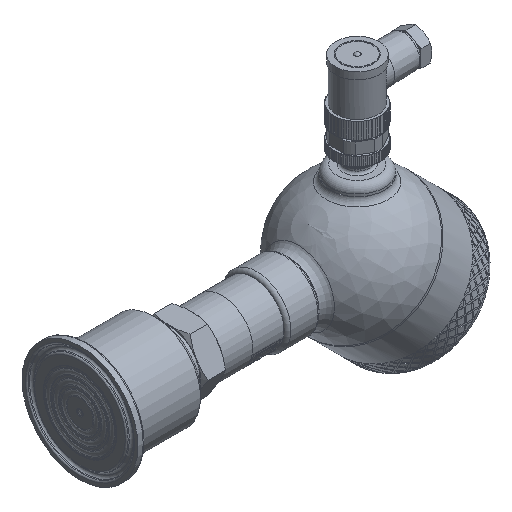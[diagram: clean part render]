
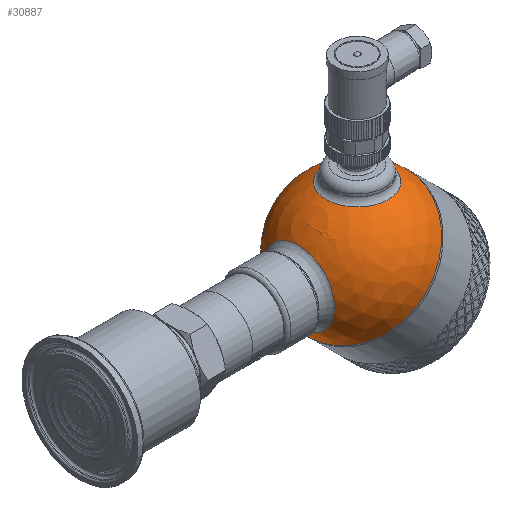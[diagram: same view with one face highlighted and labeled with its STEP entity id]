
A CAD part, isometric view. The second image highlights one B-rep face of the part: STEP entity #30887.
In plain terms, the highlighted spherical face has radius 30 mm.
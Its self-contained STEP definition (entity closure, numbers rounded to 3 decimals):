
#49=SPHERICAL_SURFACE('',#32322,30.);
#339=FACE_BOUND('',#5430,.T.);
#340=FACE_BOUND('',#5431,.T.);
#3308=FACE_OUTER_BOUND('',#5429,.T.);
#5429=EDGE_LOOP('',(#27082,#27083,#27084,#27085));
#5430=EDGE_LOOP('',(#27086));
#5431=EDGE_LOOP('',(#27087));
#6192=CIRCLE('',#32319,15.643);
#6195=CIRCLE('',#32323,30.);
#6196=CIRCLE('',#32324,30.);
#6197=CIRCLE('',#32325,30.);
#6198=CIRCLE('',#32326,13.5);
#14058=VERTEX_POINT('',#76840);
#14060=VERTEX_POINT('',#76846);
#14061=VERTEX_POINT('',#76847);
#14062=VERTEX_POINT('',#76849);
#14063=VERTEX_POINT('',#76852);
#18493=EDGE_CURVE('',#14058,#14058,#6192,.T.);
#18496=EDGE_CURVE('',#14060,#14061,#6195,.T.);
#18497=EDGE_CURVE('',#14060,#14062,#6196,.T.);
#18498=EDGE_CURVE('',#14061,#14060,#6197,.T.);
#18499=EDGE_CURVE('',#14063,#14063,#6198,.T.);
#27082=ORIENTED_EDGE('',*,*,#18496,.F.);
#27083=ORIENTED_EDGE('',*,*,#18497,.T.);
#27084=ORIENTED_EDGE('',*,*,#18497,.F.);
#27085=ORIENTED_EDGE('',*,*,#18498,.F.);
#27086=ORIENTED_EDGE('',*,*,#18493,.F.);
#27087=ORIENTED_EDGE('',*,*,#18499,.F.);
#30887=ADVANCED_FACE('',(#3308,#339,#340),#49,.T.);
#32319=AXIS2_PLACEMENT_3D('',#76841,#35927,#35928);
#32322=AXIS2_PLACEMENT_3D('',#76845,#35933,#35934);
#32323=AXIS2_PLACEMENT_3D('',#76848,#35935,#35936);
#32324=AXIS2_PLACEMENT_3D('',#76850,#35937,#35938);
#32325=AXIS2_PLACEMENT_3D('',#76851,#35939,#35940);
#32326=AXIS2_PLACEMENT_3D('',#76853,#35941,#35942);
#35927=DIRECTION('center_axis',(-0.707,0.,0.707));
#35928=DIRECTION('ref_axis',(0.707,0.,0.707));
#35933=DIRECTION('center_axis',(1.,0.,0.));
#35934=DIRECTION('ref_axis',(0.,-1.,0.));
#35935=DIRECTION('center_axis',(1.,0.,0.));
#35936=DIRECTION('ref_axis',(0.,1.,0.));
#35937=DIRECTION('center_axis',(0.,0.,1.));
#35938=DIRECTION('ref_axis',(0.,1.,0.));
#35939=DIRECTION('center_axis',(1.,0.,0.));
#35940=DIRECTION('ref_axis',(0.,1.,0.));
#35941=DIRECTION('center_axis',(-0.707,0.,-0.707));
#35942=DIRECTION('ref_axis',(-0.707,0.,0.707));
#76840=CARTESIAN_POINT('',(-29.162,0.,7.04));
#76841=CARTESIAN_POINT('Origin',(-18.101,0.,18.101));
#76845=CARTESIAN_POINT('Origin',(0.,0.,0.));
#76846=CARTESIAN_POINT('',(0.,30.,0.));
#76847=CARTESIAN_POINT('',(0.,-30.,0.));
#76848=CARTESIAN_POINT('Origin',(0.,0.,0.));
#76849=CARTESIAN_POINT('',(-30.,0.,0.));
#76850=CARTESIAN_POINT('Origin',(0.,0.,0.));
#76851=CARTESIAN_POINT('Origin',(0.,0.,0.));
#76852=CARTESIAN_POINT('',(-9.398,0.,-28.49));
#76853=CARTESIAN_POINT('Origin',(-18.944,0.,-18.944));
